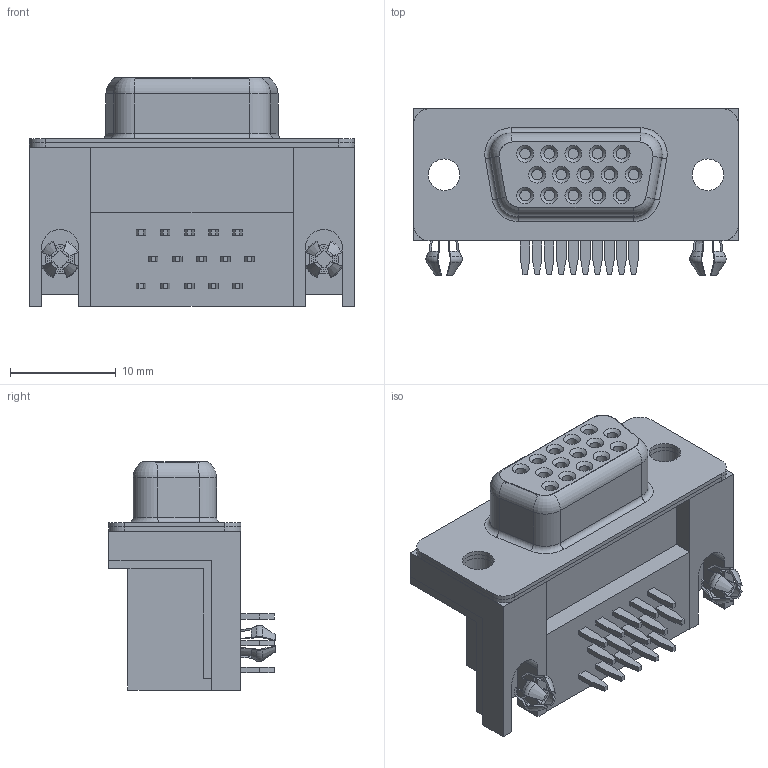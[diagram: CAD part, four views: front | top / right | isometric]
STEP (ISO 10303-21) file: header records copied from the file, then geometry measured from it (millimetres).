
FILE_DESCRIPTION(('CAx-IF Rec.Pracs.---Model Styling and Organization---1.5---2016-08-15','CAx-IF Rec.Pracs.---Geometric and Assembly Validation Properties---4.4---2016-08-17','CAx-IF Rec.Pracs.---User Defined Attributes---1.5---2016-08-15','CAx-IF Rec.Pracs.---External References---2.1---2005-01-19'),'2;1');
FILE_NAME('4604435.step','2022-11-13T13:13:59',('Unspecified'),('Unspecified'),'CAD Exchanger 3.8.1 (cadexchanger.com)','Unspecified','');
FILE_SCHEMA(('AUTOMOTIVE_DESIGN { 1 0 10303 214 1 1 1 1 }'));
Length unit declared in the file: millimetre
Products named in the file (2): EFESVT
Bounding box: 30.8 x 15.75 x 21.7 mm (x, y, z)
Volume: 4332.8 mm3; surface area: 6079.9 mm2
Topology: 26 solids, 26 shells, 422 faces, 1054 edges, 701 vertices
Faces by surface type: plane 255, cylinder 84, cone 51, torus 32
Full cylindrical faces by diameter (mm): 1 x15, 1.8 x15, 3 x8, 4 x2, 4.9 x2
Entity records: 15754 total; most frequent: CARTESIAN_POINT 2305, ORIENTED_EDGE 2108, DIRECTION 2068, EDGE_CURVE 1054, AXIS2_PLACEMENT_3D 722, VERTEX_POINT 701, LINE 624, VECTOR 624
